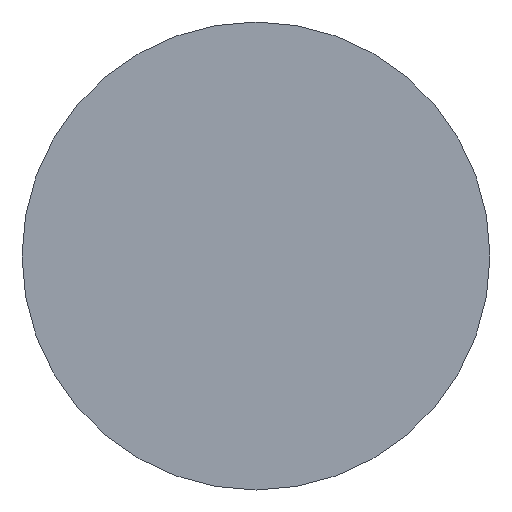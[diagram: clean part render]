
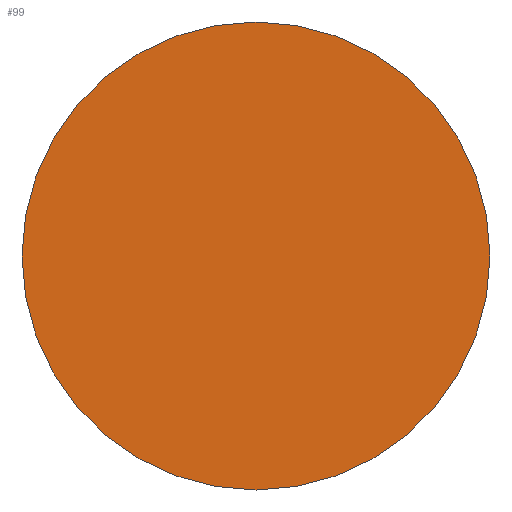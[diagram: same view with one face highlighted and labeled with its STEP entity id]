
A CAD part, left-side view. The second image highlights one B-rep face of the part: STEP entity #99.
In plain terms, the highlighted planar face has unit normal (-1, 0, 0).
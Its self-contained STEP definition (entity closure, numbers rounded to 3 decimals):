
#12 = CARTESIAN_POINT ( 'NONE',  ( 41.366, 26.062, 0. ) ) ;
#14 = DIRECTION ( 'NONE',  ( 0., 0., 1. ) ) ;
#20 = ORIENTED_EDGE ( 'NONE', *, *, #45, .T. ) ;
#22 = AXIS2_PLACEMENT_3D ( 'NONE', #12, #118, #14 ) ;
#24 = DIRECTION ( 'NONE',  ( 1., 0., 0. ) ) ;
#27 = PLANE ( 'NONE',  #129 ) ;
#38 = FACE_OUTER_BOUND ( 'NONE', #59, .T. ) ;
#45 = EDGE_CURVE ( 'NONE', #108, #97, #154, .T. ) ;
#51 = AXIS2_PLACEMENT_3D ( 'NONE', #86, #184, #71 ) ;
#59 = EDGE_LOOP ( 'NONE', ( #102, #20 ) ) ;
#66 = EDGE_CURVE ( 'NONE', #97, #108, #180, .T. ) ;
#71 = DIRECTION ( 'NONE',  ( 0., 0., 1. ) ) ;
#86 = CARTESIAN_POINT ( 'NONE',  ( 41.366, 26.062, 0. ) ) ;
#88 = CARTESIAN_POINT ( 'NONE',  ( 41.366, 26.062, 5. ) ) ;
#97 = VERTEX_POINT ( 'NONE', #88 ) ;
#99 = ADVANCED_FACE ( 'NONE', ( #38 ), #27, .F. ) ;
#102 = ORIENTED_EDGE ( 'NONE', *, *, #66, .T. ) ;
#104 = CARTESIAN_POINT ( 'NONE',  ( 41.366, 26.062, 0. ) ) ;
#108 = VERTEX_POINT ( 'NONE', #157 ) ;
#118 = DIRECTION ( 'NONE',  ( -1., 0., 0. ) ) ;
#129 = AXIS2_PLACEMENT_3D ( 'NONE', #104, #24, #130 ) ;
#130 = DIRECTION ( 'NONE',  ( 0., 0., -1. ) ) ;
#154 = CIRCLE ( 'NONE', #22, 5. ) ;
#157 = CARTESIAN_POINT ( 'NONE',  ( 41.366, 26.062, -5. ) ) ;
#180 = CIRCLE ( 'NONE', #51, 5. ) ;
#184 = DIRECTION ( 'NONE',  ( -1., 0., 0. ) ) ;
